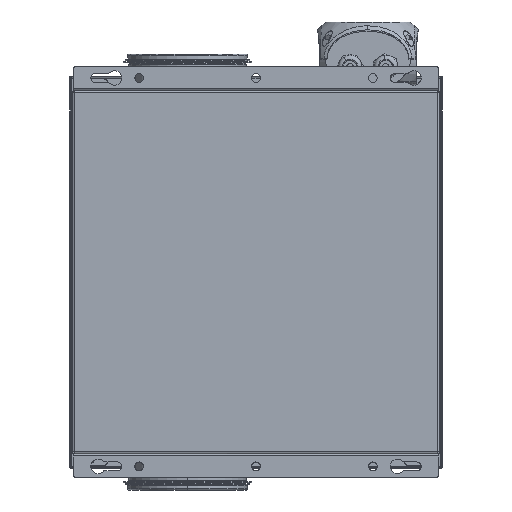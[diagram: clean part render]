
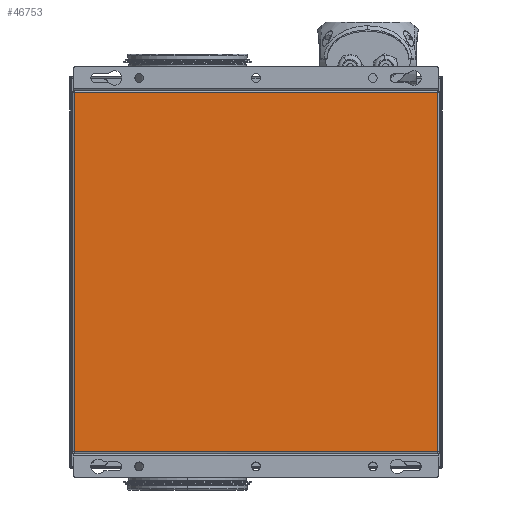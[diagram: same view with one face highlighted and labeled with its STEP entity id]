
A CAD part, front view. The second image highlights one B-rep face of the part: STEP entity #46753.
In plain terms, the highlighted planar face has unit normal (0, -1, 0).
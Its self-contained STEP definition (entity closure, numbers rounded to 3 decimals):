
#359 = ORIENTED_EDGE ( 'NONE', *, *, #59760, .T. ) ;
#1253 = LINE ( 'NONE', #122944, #20165 ) ;
#6224 = DIRECTION ( 'NONE',  ( 0., 1., 0. ) ) ;
#7450 = AXIS2_PLACEMENT_3D ( 'NONE', #95873, #6224, #125993 ) ;
#7712 = CARTESIAN_POINT ( 'NONE',  ( 188., 0., -186. ) ) ;
#8997 = LINE ( 'NONE', #98013, #33251 ) ;
#9732 = LINE ( 'NONE', #118393, #97455 ) ;
#10793 = VERTEX_POINT ( 'NONE', #29375 ) ;
#15732 = ORIENTED_EDGE ( 'NONE', *, *, #51281, .T. ) ;
#20165 = VECTOR ( 'NONE', #82380, 1000. ) ;
#21760 = ORIENTED_EDGE ( 'NONE', *, *, #87150, .T. ) ;
#25530 = EDGE_CURVE ( 'NONE', #10793, #45398, #9732, .T. ) ;
#25678 = CARTESIAN_POINT ( 'NONE',  ( -188., 0., -186. ) ) ;
#28650 = DIRECTION ( 'NONE',  ( 1., 0., 0. ) ) ;
#29375 = CARTESIAN_POINT ( 'NONE',  ( -188., 0., 186. ) ) ;
#33251 = VECTOR ( 'NONE', #28650, 1000. ) ;
#35036 = PLANE ( 'NONE',  #7450 ) ;
#35082 = VECTOR ( 'NONE', #97844, 1000. ) ;
#45398 = VERTEX_POINT ( 'NONE', #25678 ) ;
#46753 = ADVANCED_FACE ( 'NONE', ( #124685 ), #35036, .F. ) ;
#51281 = EDGE_CURVE ( 'NONE', #58015, #86547, #1253, .T. ) ;
#58015 = VERTEX_POINT ( 'NONE', #7712 ) ;
#58206 = DIRECTION ( 'NONE',  ( 0., 0., -1. ) ) ;
#59760 = EDGE_CURVE ( 'NONE', #45398, #58015, #8997, .T. ) ;
#62853 = ORIENTED_EDGE ( 'NONE', *, *, #25530, .T. ) ;
#76275 = LINE ( 'NONE', #86737, #35082 ) ;
#82380 = DIRECTION ( 'NONE',  ( 0., 0., 1. ) ) ;
#86547 = VERTEX_POINT ( 'NONE', #125372 ) ;
#86737 = CARTESIAN_POINT ( 'NONE',  ( 188., 0., 186. ) ) ;
#87150 = EDGE_CURVE ( 'NONE', #86547, #10793, #76275, .T. ) ;
#95873 = CARTESIAN_POINT ( 'NONE',  ( -190., 0., 188. ) ) ;
#97455 = VECTOR ( 'NONE', #58206, 1000. ) ;
#97844 = DIRECTION ( 'NONE',  ( -1., 0., 0. ) ) ;
#98013 = CARTESIAN_POINT ( 'NONE',  ( -188., 0., -186. ) ) ;
#115751 = EDGE_LOOP ( 'NONE', ( #359, #15732, #21760, #62853 ) ) ;
#118393 = CARTESIAN_POINT ( 'NONE',  ( -188., 0., 188. ) ) ;
#122944 = CARTESIAN_POINT ( 'NONE',  ( 188., 0., -188. ) ) ;
#124685 = FACE_OUTER_BOUND ( 'NONE', #115751, .T. ) ;
#125372 = CARTESIAN_POINT ( 'NONE',  ( 188., 0., 186. ) ) ;
#125993 = DIRECTION ( 'NONE',  ( 0., 0., 1. ) ) ;
